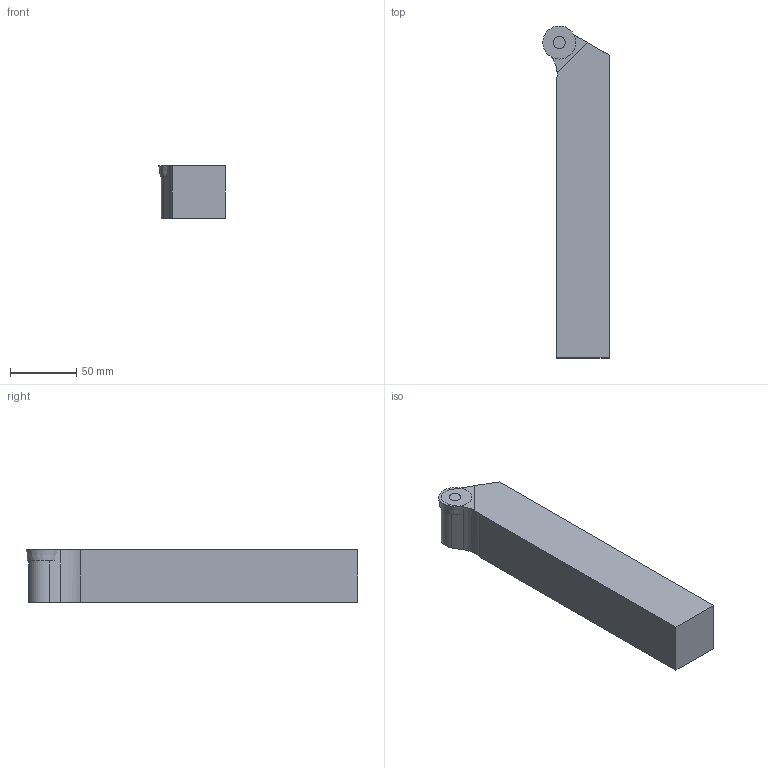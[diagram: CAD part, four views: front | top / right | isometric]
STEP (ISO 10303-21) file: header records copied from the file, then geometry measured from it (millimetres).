
FILE_DESCRIPTION(/* description */ (''),/* implementation_level */ '2;1');
FILE_NAME(/* name */ 'PRSCR4040S25_SIM.stp',/* time_stamp */ '2021-10-22T14:23:06+02:00',/* author */ (''),/* organization */ (''),/* preprocessor_version */ 'ST-DEVELOPER v16.7',/* originating_system */ 'SIEMENS PLM Software NX 12.0',/* authorisation */ '');
FILE_SCHEMA (('AUTOMOTIVE_DESIGN { 1 0 10303 214 3 1 1 1 }'));
Length unit declared in the file: millimetre
Products named in the file (1): model1
Bounding box: 50.2 x 251.4 x 40 mm (x, y, z)
Volume: 393962.9 mm3; surface area: 43937.1 mm2
Topology: 2 solids, 2 shells, 16 faces, 35 edges, 23 vertices
Faces by surface type: plane 11, cylinder 3, cone 2
Full cylindrical faces by diameter (mm): 7.2 x1
Entity records: 460 total; most frequent: DIRECTION 76, CARTESIAN_POINT 72, ORIENTED_EDGE 64, EDGE_CURVE 32, AXIS2_PLACEMENT_3D 27, VERTEX_POINT 23, LINE 22, VECTOR 22
